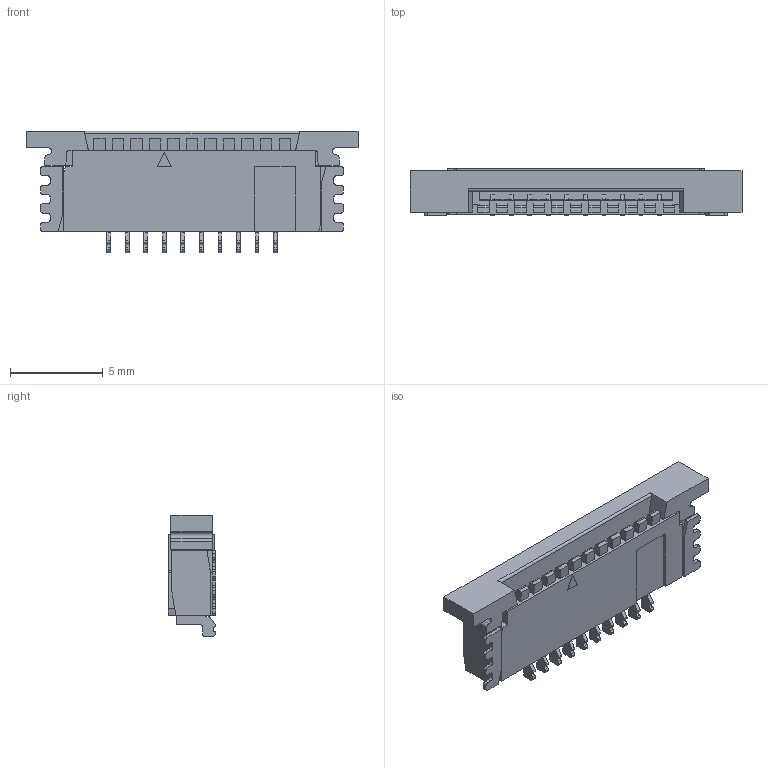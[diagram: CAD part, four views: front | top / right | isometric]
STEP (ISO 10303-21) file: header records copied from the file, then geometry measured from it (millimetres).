
FILE_DESCRIPTION((''),'2;1');
FILE_NAME('C-1-84952-0','2009-05-28T',('workeradm'),(''),'PRO/ENGINEER BY PARAMETRIC TECHNOLOGY CORPORATION, 2008380','PRO/ENGINEER BY PARAMETRIC TECHNOLOGY CORPORATION, 2008380','');
FILE_SCHEMA(('AUTOMOTIVE_DESIGN { 1 0 10303 214 1 1 1 1 }'));
Length unit declared in the file: millimetre
Products named in the file (1): C-1-84952-0
Bounding box: 17.91 x 2.56 x 6.54 mm (x, y, z)
Volume: 167.9 mm3; surface area: 524.4 mm2
Topology: 1 solids, 1 shells, 587 faces, 1718 edges, 1130 vertices
Faces by surface type: plane 411, cylinder 176
Entity records: 19446 total; most frequent: CARTESIAN_POINT 3452, ORIENTED_EDGE 3436, DIRECTION 3240, EDGE_CURVE 1718, VECTOR 1366, LINE 1366, VERTEX_POINT 1130, AXIS2_PLACEMENT_3D 937
